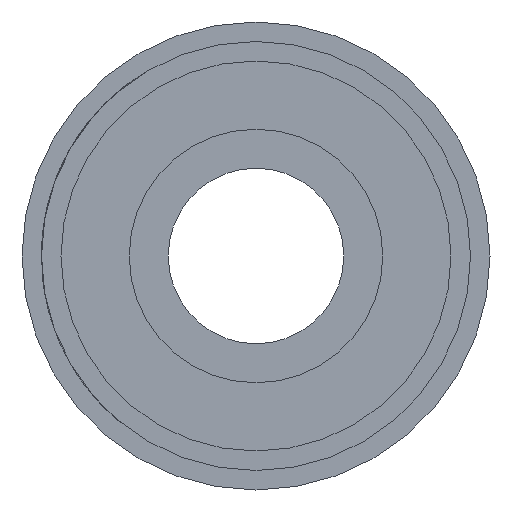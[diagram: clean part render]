
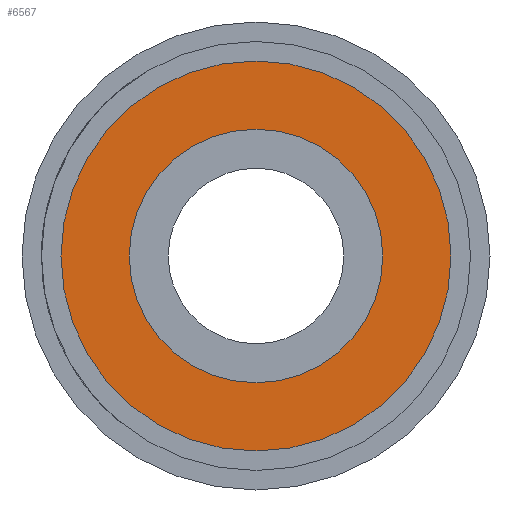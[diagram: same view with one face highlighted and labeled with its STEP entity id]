
A CAD part, left-side view. The second image highlights one B-rep face of the part: STEP entity #6567.
In plain terms, the highlighted planar face has unit normal (-1, 0, 0).
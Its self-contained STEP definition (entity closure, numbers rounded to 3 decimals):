
#89 = DIRECTION ( 'NONE',  ( 1., 0., 0. ) ) ;
#320 = CARTESIAN_POINT ( 'NONE',  ( 0., 0., 0. ) ) ;
#336 = EDGE_CURVE ( 'NONE', #4264, #5954, #5420, .T. ) ;
#541 = EDGE_CURVE ( 'NONE', #770, #5411, #7448, .T. ) ;
#547 = DIRECTION ( 'NONE',  ( -1., 0., 0. ) ) ;
#628 = FACE_OUTER_BOUND ( 'NONE', #714, .T. ) ;
#714 = EDGE_LOOP ( 'NONE', ( #6767, #6001 ) ) ;
#770 = VERTEX_POINT ( 'NONE', #831 ) ;
#831 = CARTESIAN_POINT ( 'NONE',  ( 0., 0., -10. ) ) ;
#1506 = AXIS2_PLACEMENT_3D ( 'NONE', #5298, #3794, #4568 ) ;
#1665 = AXIS2_PLACEMENT_3D ( 'NONE', #7989, #6674, #7175 ) ;
#1811 = EDGE_CURVE ( 'NONE', #5411, #770, #4421, .T. ) ;
#2103 = CIRCLE ( 'NONE', #1665, 6.5 ) ;
#2177 = PLANE ( 'NONE',  #7756 ) ;
#2860 = DIRECTION ( 'NONE',  ( 0., 0., -1. ) ) ;
#2880 = CARTESIAN_POINT ( 'NONE',  ( 0., 0., 6.5 ) ) ;
#2982 = CARTESIAN_POINT ( 'NONE',  ( 0., 0., -6.5 ) ) ;
#3794 = DIRECTION ( 'NONE',  ( -1., 0., 0. ) ) ;
#3872 = DIRECTION ( 'NONE',  ( 0., 0., 1. ) ) ;
#3986 = AXIS2_PLACEMENT_3D ( 'NONE', #320, #5052, #7819 ) ;
#4264 = VERTEX_POINT ( 'NONE', #2982 ) ;
#4421 = CIRCLE ( 'NONE', #3986, 10. ) ;
#4568 = DIRECTION ( 'NONE',  ( 0., 0., 1. ) ) ;
#4853 = FACE_BOUND ( 'NONE', #6798, .T. ) ;
#5052 = DIRECTION ( 'NONE',  ( -1., 0., 0. ) ) ;
#5298 = CARTESIAN_POINT ( 'NONE',  ( 0., 0., 0. ) ) ;
#5411 = VERTEX_POINT ( 'NONE', #6698 ) ;
#5420 = CIRCLE ( 'NONE', #1506, 6.5 ) ;
#5569 = AXIS2_PLACEMENT_3D ( 'NONE', #6774, #547, #3872 ) ;
#5954 = VERTEX_POINT ( 'NONE', #2880 ) ;
#6001 = ORIENTED_EDGE ( 'NONE', *, *, #541, .T. ) ;
#6567 = ADVANCED_FACE ( 'NONE', ( #4853, #628 ), #2177, .F. ) ;
#6674 = DIRECTION ( 'NONE',  ( -1., 0., 0. ) ) ;
#6698 = CARTESIAN_POINT ( 'NONE',  ( 0., 0., 10. ) ) ;
#6767 = ORIENTED_EDGE ( 'NONE', *, *, #1811, .T. ) ;
#6774 = CARTESIAN_POINT ( 'NONE',  ( 0., 0., 0. ) ) ;
#6798 = EDGE_LOOP ( 'NONE', ( #8299, #7067 ) ) ;
#7067 = ORIENTED_EDGE ( 'NONE', *, *, #336, .F. ) ;
#7175 = DIRECTION ( 'NONE',  ( 0., 0., 1. ) ) ;
#7448 = CIRCLE ( 'NONE', #5569, 10. ) ;
#7756 = AXIS2_PLACEMENT_3D ( 'NONE', #8361, #89, #2860 ) ;
#7819 = DIRECTION ( 'NONE',  ( 0., 0., 1. ) ) ;
#7989 = CARTESIAN_POINT ( 'NONE',  ( 0., 0., 0. ) ) ;
#8129 = EDGE_CURVE ( 'NONE', #5954, #4264, #2103, .T. ) ;
#8299 = ORIENTED_EDGE ( 'NONE', *, *, #8129, .F. ) ;
#8361 = CARTESIAN_POINT ( 'NONE',  ( 0., 0., 0. ) ) ;
